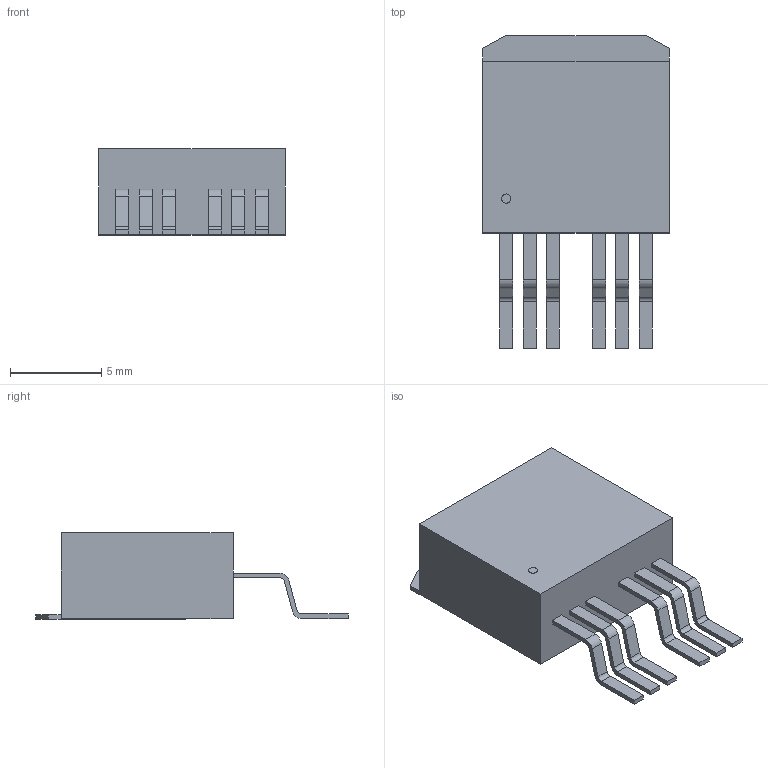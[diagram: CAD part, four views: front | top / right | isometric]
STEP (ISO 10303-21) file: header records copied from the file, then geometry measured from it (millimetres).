
FILE_DESCRIPTION(('STEP AP214'),'1');
FILE_NAME('DPAK_001N06C_ONS','2022-10-30T22:53:58',(''),(''),'','','');
FILE_SCHEMA(('AUTOMOTIVE_DESIGN'));
Length unit declared in the file: millimetre
Products named in the file (1): product
Bounding box: 10.21 x 17.09 x 4.75 mm (x, y, z)
Volume: 465.8 mm3; surface area: 620.2 mm2
Topology: 9 solids, 9 shells, 109 faces, 273 edges, 182 vertices
Faces by surface type: plane 84, cylinder 25
Full cylindrical faces by diameter (mm): 0.511 x1
Entity records: 3134 total; most frequent: DIRECTION 544, ORIENTED_EDGE 544, CARTESIAN_POINT 319, EDGE_CURVE 272, LINE 222, VECTOR 222, VERTEX_POINT 182, AXIS2_PLACEMENT_3D 161
